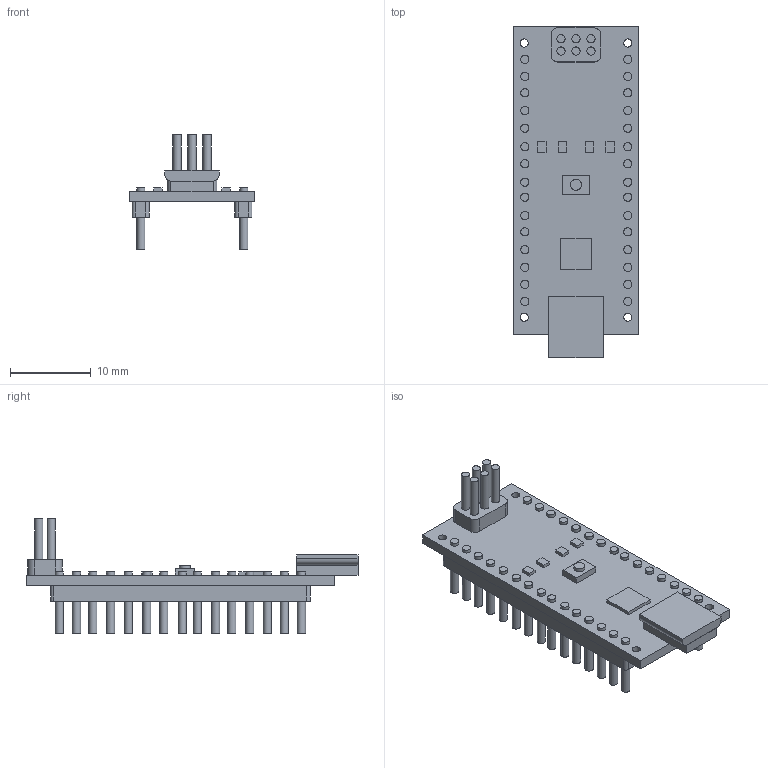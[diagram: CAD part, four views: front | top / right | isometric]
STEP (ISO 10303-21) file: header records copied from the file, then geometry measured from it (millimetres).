
FILE_DESCRIPTION(('FreeCAD Model'),'2;1');
FILE_NAME('Open CASCADE Shape Model','2025-05-02T23:20:26',('FreeCAD'),( 'FreeCAD'),'Open CASCADE STEP processor 7.6','FreeCAD','Unknown');
FILE_SCHEMA(('AUTOMOTIVE_DESIGN { 1 0 10303 214 1 1 1 1 }'));
Length unit declared in the file: millimetre
Products named in the file (1): Open CASCADE STEP translator 7.6 1
Bounding box: 15.53 x 41.11 x 14.18 mm (x, y, z)
Volume: 1319.8 mm3; surface area: 2291.2 mm2
Topology: 1 solids, 1 shells, 217 faces, 411 edges, 272 vertices
Faces by surface type: bspline 217
Entity records: 6153 total; most frequent: CARTESIAN_POINT 3443, ORIENTED_EDGE 822, EDGE_CURVE 411, FACE_BOUND 301, EDGE_LOOP 301, VERTEX_POINT 272, B_SPLINE_CURVE_WITH_KNOTS 237, ADVANCED_FACE 217
